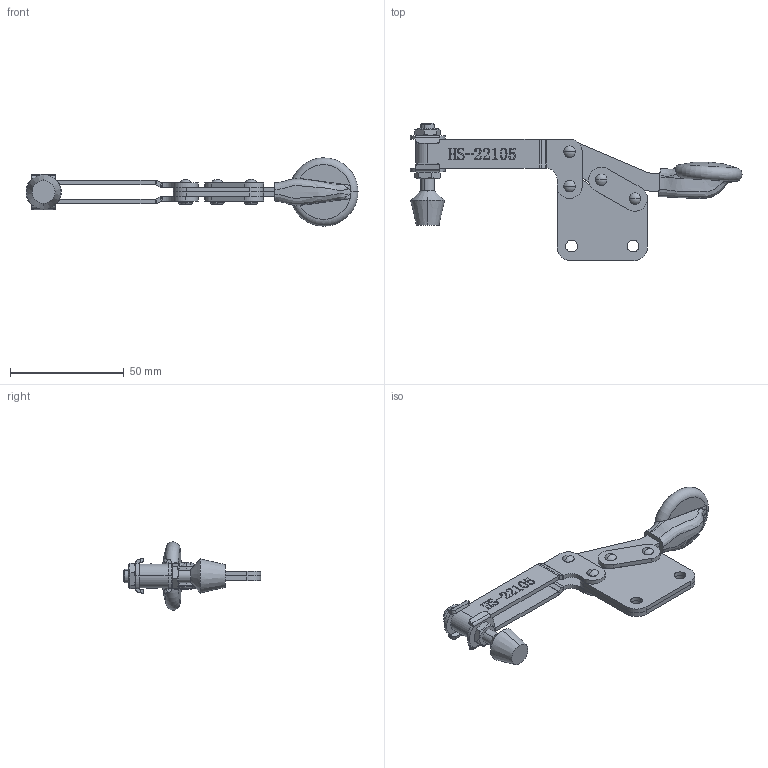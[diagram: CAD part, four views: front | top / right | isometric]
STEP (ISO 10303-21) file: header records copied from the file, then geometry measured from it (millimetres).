
FILE_DESCRIPTION (( 'STEP AP203' ), '1' );
FILE_NAME ('HS-22105 .STEP', '2019-10-15T01:05:11', ( '微软用户' ), ( '微软中国' ), 'SwSTEP 2.0', 'SolidWorks 2012', '' );
FILE_SCHEMA (( 'CONFIG_CONTROL_DESIGN' ));
Length unit declared in the file: millimetre
Products named in the file (11): HS-22105 ; FW-140; hexagon head bolts-full thread gb_GB_FASTENER_BOLT_STBAB A M6X40-C; hex thin nuts-grades ab-chamfered gb_GB_FASTENER_NUT_STNAB M6-N; 揤輸; 揤參; 种; 忒梟; 忒參; 蟀裝; 眻菁釱
Assembly tree (18 placements, depth 2):
  HS-22105 
    眻菁釱  x2
    蟀裝  x2
    忒參
    忒梟  x2
    种  x4
    揤參
    揤輸
    hex thin nuts-grades ab-chamfered gb_GB_FASTENER_NUT_STNAB M6-N  x2
    hexagon head bolts-full thread gb_GB_FASTENER_BOLT_STBAB A M6X40-C
    FW-140  x2
Bounding box: 145.71 x 60.25 x 29.98 mm (x, y, z)
Volume: 22827.5 mm3; surface area: 21754.3 mm2
Topology: 18 solids, 18 shells, 692 faces, 1791 edges, 1167 vertices
Faces by surface type: plane 353, bspline 150, cylinder 131, cone 30, torus 18, sphere 10
Entity records: 28532 total; most frequent: CARTESIAN_POINT 13989, ORIENTED_EDGE 2982, DIRECTION 2245, EDGE_CURVE 1491, VERTEX_POINT 972, LINE 941, VECTOR 941, AXIS2_PLACEMENT_3D 652
